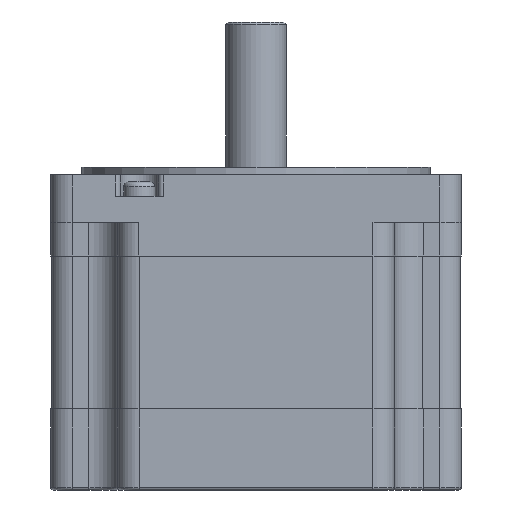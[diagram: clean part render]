
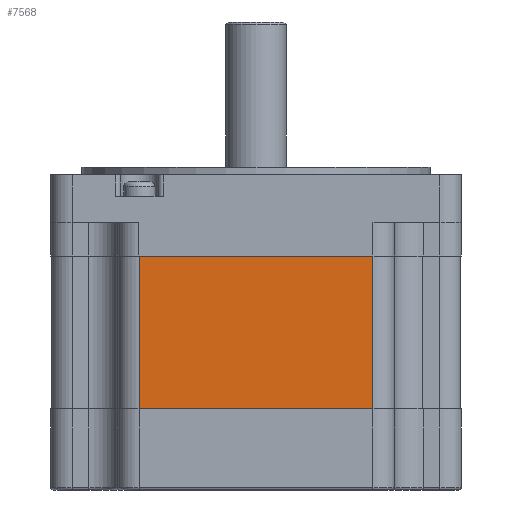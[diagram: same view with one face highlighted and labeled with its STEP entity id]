
A CAD part, front view. The second image highlights one B-rep face of the part: STEP entity #7568.
In plain terms, the highlighted planar face has unit normal (0, -1, 0).
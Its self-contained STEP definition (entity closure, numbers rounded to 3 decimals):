
#298 = EDGE_LOOP ( 'NONE', ( #1674, #1676, #1675, #1677 ) ) ;
#837 = VECTOR ( 'NONE', #8565, 1000. ) ;
#896 = VERTEX_POINT ( 'NONE', #7685 ) ;
#897 = VERTEX_POINT ( 'NONE', #7686 ) ;
#1339 = VECTOR ( 'NONE', #8401, 1000. ) ;
#1340 = VECTOR ( 'NONE', #8403, 1000. ) ;
#1341 = VECTOR ( 'NONE', #8405, 1000. ) ;
#1674 = ORIENTED_EDGE ( 'NONE', *, *, #6122, .F. ) ;
#1675 = ORIENTED_EDGE ( 'NONE', *, *, #3556, .T. ) ;
#1676 = ORIENTED_EDGE ( 'NONE', *, *, #6121, .T. ) ;
#1677 = ORIENTED_EDGE ( 'NONE', *, *, #6123, .T. ) ;
#3556 = EDGE_CURVE ( 'NONE', #896, #897, #3962, .T. ) ;
#3962 = LINE ( 'NONE', #8564, #837 ) ;
#4367 = CARTESIAN_POINT ( 'NONE',  ( 24.452, -42.85, -39. ) ) ;
#4370 = CARTESIAN_POINT ( 'NONE',  ( -24.45, -42.85, -39. ) ) ;
#5816 = AXIS2_PLACEMENT_3D ( 'NONE', #5921, #5922, #5923 ) ;
#5920 = PLANE ( 'NONE',  #5816 ) ;
#5921 = CARTESIAN_POINT ( 'NONE',  ( -28.95, -42.85, -39. ) ) ;
#5922 = DIRECTION ( 'NONE',  ( 0., 1., 0. ) ) ;
#5923 = DIRECTION ( 'NONE',  ( 0., 0., 1. ) ) ;
#6121 = EDGE_CURVE ( 'NONE', #6236, #896, #8843, .T. ) ;
#6122 = EDGE_CURVE ( 'NONE', #6236, #6239, #8844, .T. ) ;
#6123 = EDGE_CURVE ( 'NONE', #897, #6239, #8845, .T. ) ;
#6236 = VERTEX_POINT ( 'NONE', #4367 ) ;
#6239 = VERTEX_POINT ( 'NONE', #4370 ) ;
#7568 = ADVANCED_FACE ( 'NONE', ( #9019 ), #5920, .F. ) ;
#7685 = CARTESIAN_POINT ( 'NONE',  ( 24.452, -42.85, -7. ) ) ;
#7686 = CARTESIAN_POINT ( 'NONE',  ( -24.45, -42.85, -7. ) ) ;
#8400 = CARTESIAN_POINT ( 'NONE',  ( 24.452, -42.85, -39. ) ) ;
#8401 = DIRECTION ( 'NONE',  ( 0., 0., 1. ) ) ;
#8402 = CARTESIAN_POINT ( 'NONE',  ( -28.95, -42.85, -39. ) ) ;
#8403 = DIRECTION ( 'NONE',  ( -1., 0., 0. ) ) ;
#8404 = CARTESIAN_POINT ( 'NONE',  ( -24.45, -42.85, -39. ) ) ;
#8405 = DIRECTION ( 'NONE',  ( 0., 0., -1. ) ) ;
#8564 = CARTESIAN_POINT ( 'NONE',  ( -28.95, -42.85, -7. ) ) ;
#8565 = DIRECTION ( 'NONE',  ( -1., 0., 0. ) ) ;
#8843 = LINE ( 'NONE', #8400, #1339 ) ;
#8844 = LINE ( 'NONE', #8402, #1340 ) ;
#8845 = LINE ( 'NONE', #8404, #1341 ) ;
#9019 = FACE_OUTER_BOUND ( 'NONE', #298, .T. ) ;
